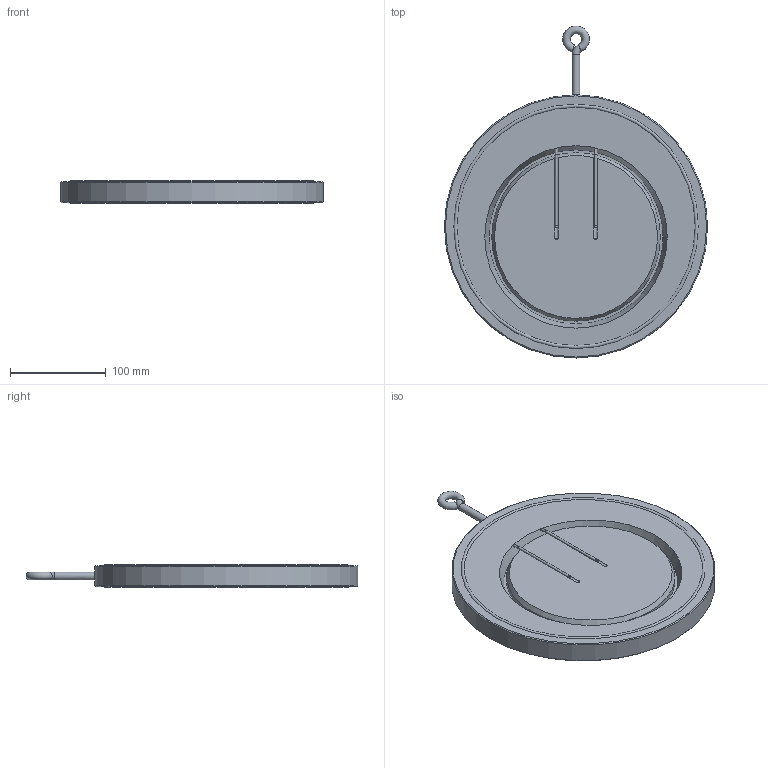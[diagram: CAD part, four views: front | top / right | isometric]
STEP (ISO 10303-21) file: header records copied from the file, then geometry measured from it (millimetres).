
FILE_DESCRIPTION (( 'STEP AP214' ), '1' );
FILE_NAME ('ZRKF-200.STEP', '2021-11-19T13:36:00', ( 'admin' ), ( 'Hewlett-Packard Company' ), 'SwSTEP 2.0', 'SolidWorks 2015', '' );
FILE_SCHEMA (( 'AUTOMOTIVE_DESIGN' ));
Length unit declared in the file: millimetre
Products named in the file (1): ZRKF-200
Bounding box: 275 x 347 x 23.86 mm (x, y, z)
Volume: 1041267.2 mm3; surface area: 166658.6 mm2
Topology: 1 solids, 2 shells, 45 faces, 96 edges, 62 vertices
Faces by surface type: plane 13, cylinder 13, torus 12, cone 5, sphere 2
Full cylindrical faces by diameter (mm): 2.5 x6, 6.75 x1, 8 x1, 154 x1, 176 x1, 275 x1
Entity records: 1265 total; most frequent: CARTESIAN_POINT 411, DIRECTION 180, ORIENTED_EDGE 110, AXIS2_PLACEMENT_3D 88, EDGE_LOOP 86, FACE_OUTER_BOUND 68, EDGE_CURVE 55, VERTEX_POINT 49
